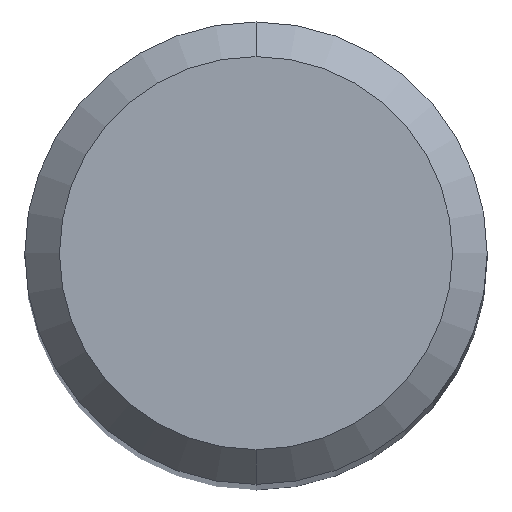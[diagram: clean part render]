
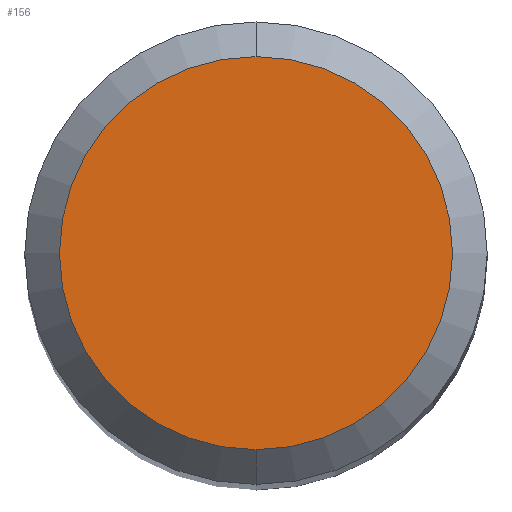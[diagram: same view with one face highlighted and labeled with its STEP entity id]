
A CAD part, top view. The second image highlights one B-rep face of the part: STEP entity #156.
In plain terms, the highlighted planar face has unit normal (0, 0, 1).
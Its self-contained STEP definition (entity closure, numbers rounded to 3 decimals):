
#122=VERTEX_POINT('',#264);
#156=ADVANCED_FACE('',(#300),#301,.T.);
#158=EDGE_CURVE('',#122,#194,#303,.T.);
#174=EDGE_CURVE('',#194,#122,#322,.T.);
#194=VERTEX_POINT('',#345);
#264=CARTESIAN_POINT('',(0.,-1.7,0.01));
#300=FACE_OUTER_BOUND('',#466,.T.);
#301=PLANE('',#467);
#303=CIRCLE('',#470,1.7);
#322=CIRCLE('',#493,1.7);
#345=CARTESIAN_POINT('',(0.0,1.7,0.01));
#466=EDGE_LOOP('',(#624,#625));
#467=AXIS2_PLACEMENT_3D('',#626,#627,#628);
#470=AXIS2_PLACEMENT_3D('',#629,#630,#631);
#493=AXIS2_PLACEMENT_3D('',#660,#661,#662);
#624=ORIENTED_EDGE('',*,*,#174,.F.);
#625=ORIENTED_EDGE('',*,*,#158,.F.);
#626=CARTESIAN_POINT('',(0.0,0.85,0.01));
#627=DIRECTION('',(-0.0,0.0,1.0));
#628=DIRECTION('',(0.0,-1.0,0.0));
#629=CARTESIAN_POINT('',(0.0,0.0,0.01));
#630=DIRECTION('',(0.0,0.0,-1.0));
#631=DIRECTION('',(0.0,1.0,0.0));
#660=CARTESIAN_POINT('',(0.0,0.0,0.01));
#661=DIRECTION('',(0.0,0.0,-1.0));
#662=DIRECTION('',(0.0,1.0,0.0));
